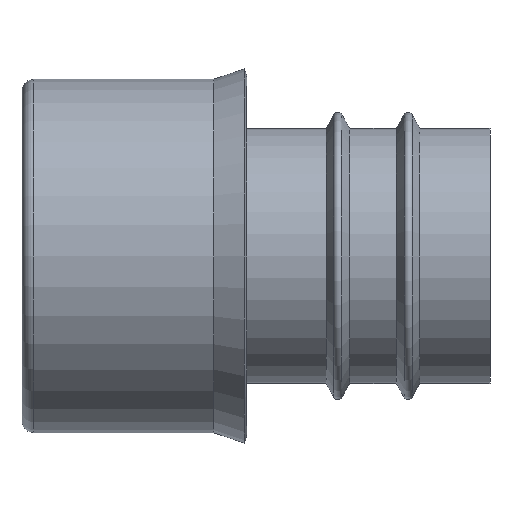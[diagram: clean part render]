
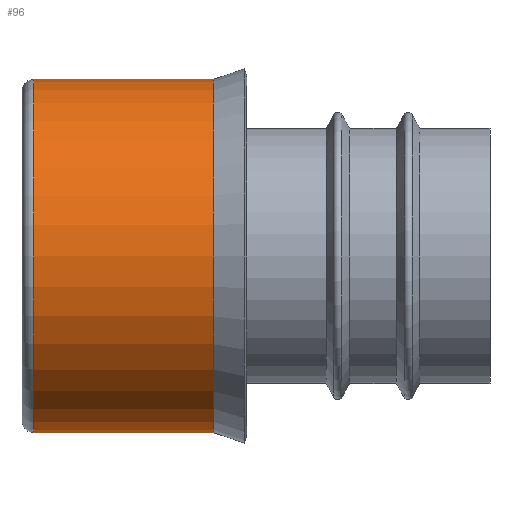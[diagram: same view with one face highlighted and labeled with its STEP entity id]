
A CAD part, front view. The second image highlights one B-rep face of the part: STEP entity #96.
In plain terms, the highlighted cylindrical face has radius 7.55 mm (diameter 15.1 mm), a full revolution.
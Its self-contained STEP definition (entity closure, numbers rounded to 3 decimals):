
#96 = ADVANCED_FACE( '', ( #163, #164 ), #165, .T. );
#163 = FACE_OUTER_BOUND( '', #231, .T. );
#164 = FACE_OUTER_BOUND( '', #232, .T. );
#165 = CYLINDRICAL_SURFACE( '', #233, 7.55 );
#231 = EDGE_LOOP( '', ( #341 ) );
#232 = EDGE_LOOP( '', ( #342 ) );
#233 = AXIS2_PLACEMENT_3D( '', #343, #344, #345 );
#341 = ORIENTED_EDGE( '', *, *, #347, .T. );
#342 = ORIENTED_EDGE( '', *, *, #369, .F. );
#343 = CARTESIAN_POINT( '', ( 10., 0., 0. ) );
#344 = DIRECTION( '', ( -1., 0., 0. ) );
#345 = DIRECTION( '', ( 0., 0., -1. ) );
#347 = EDGE_CURVE( '', #372, #372, #373, .T. );
#369 = EDGE_CURVE( '', #412, #412, #413, .T. );
#372 = VERTEX_POINT( '', #416 );
#373 = CIRCLE( '', #417, 7.55 );
#412 = VERTEX_POINT( '', #456 );
#413 = CIRCLE( '', #457, 7.55 );
#416 = CARTESIAN_POINT( '', ( -9.5, 0., -7.55 ) );
#417 = AXIS2_PLACEMENT_3D( '', #461, #462, #463 );
#456 = CARTESIAN_POINT( '', ( -1.8, 0., -7.55 ) );
#457 = AXIS2_PLACEMENT_3D( '', #521, #522, #523 );
#461 = CARTESIAN_POINT( '', ( -9.5, 0., 0. ) );
#462 = DIRECTION( '', ( 1., 0., 0. ) );
#463 = DIRECTION( '', ( 0., 0., -1. ) );
#521 = CARTESIAN_POINT( '', ( -1.8, 0., 0. ) );
#522 = DIRECTION( '', ( 1., 0., 0. ) );
#523 = DIRECTION( '', ( 0., 0., -1. ) );
